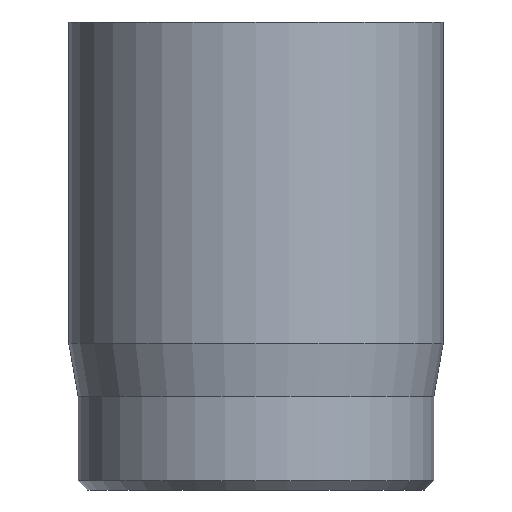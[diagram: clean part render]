
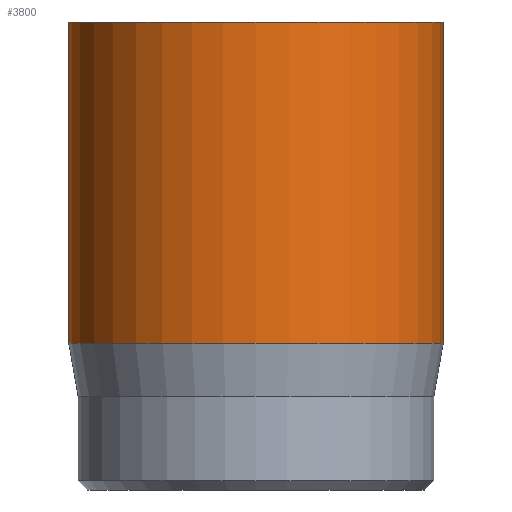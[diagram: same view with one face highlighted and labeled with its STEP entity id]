
A CAD part, front view. The second image highlights one B-rep face of the part: STEP entity #3800.
In plain terms, the highlighted cylindrical face has radius 2 mm (diameter 4 mm), a full revolution.
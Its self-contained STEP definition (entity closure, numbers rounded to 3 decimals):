
#44=CYLINDRICAL_SURFACE('',#3980,2.);
#49=CIRCLE('',#3959,2.);
#58=CIRCLE('',#3978,2.);
#59=CIRCLE('',#3979,2.);
#286=FACE_OUTER_BOUND('',#516,.T.);
#516=EDGE_LOOP('',(#3076,#3077,#3078,#3079,#3080));
#750=LINE('',#6741,#987);
#987=VECTOR('',#4284,2.);
#1618=VERTEX_POINT('',#6703);
#1627=VERTEX_POINT('',#6735);
#1628=VERTEX_POINT('',#6736);
#2122=EDGE_CURVE('',#1618,#1618,#49,.T.);
#2135=EDGE_CURVE('',#1627,#1628,#58,.T.);
#2136=EDGE_CURVE('',#1628,#1627,#59,.T.);
#2138=EDGE_CURVE('',#1618,#1627,#750,.T.);
#3076=ORIENTED_EDGE('',*,*,#2122,.T.);
#3077=ORIENTED_EDGE('',*,*,#2138,.T.);
#3078=ORIENTED_EDGE('',*,*,#2135,.T.);
#3079=ORIENTED_EDGE('',*,*,#2136,.T.);
#3080=ORIENTED_EDGE('',*,*,#2138,.F.);
#3800=ADVANCED_FACE('',(#286),#44,.T.);
#3959=AXIS2_PLACEMENT_3D('',#6704,#4235,#4236);
#3978=AXIS2_PLACEMENT_3D('',#6737,#4277,#4278);
#3979=AXIS2_PLACEMENT_3D('',#6738,#4279,#4280);
#3980=AXIS2_PLACEMENT_3D('',#6740,#4282,#4283);
#4235=DIRECTION('center_axis',(0.,0.,-1.));
#4236=DIRECTION('ref_axis',(-1.,0.,0.));
#4277=DIRECTION('center_axis',(0.,0.,1.));
#4278=DIRECTION('ref_axis',(-1.,0.,0.));
#4279=DIRECTION('center_axis',(0.,0.,1.));
#4280=DIRECTION('ref_axis',(-1.,0.,0.));
#4282=DIRECTION('center_axis',(0.,0.,1.));
#4283=DIRECTION('ref_axis',(-1.,0.,0.));
#4284=DIRECTION('',(0.,0.,-1.));
#6703=CARTESIAN_POINT('',(2.,0.,5.));
#6704=CARTESIAN_POINT('Origin',(0.,0.,5.));
#6735=CARTESIAN_POINT('',(2.,0.,1.567));
#6736=CARTESIAN_POINT('',(-2.,0.,1.567));
#6737=CARTESIAN_POINT('Origin',(0.,0.,1.567));
#6738=CARTESIAN_POINT('Origin',(0.,0.,1.567));
#6740=CARTESIAN_POINT('Origin',(0.,0.,0.));
#6741=CARTESIAN_POINT('',(2.,0.,0.));
